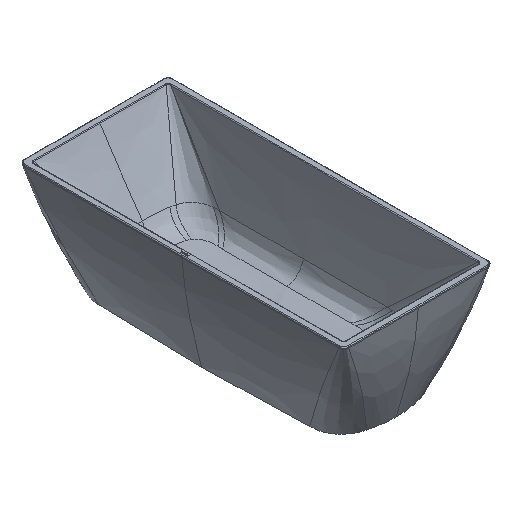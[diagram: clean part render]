
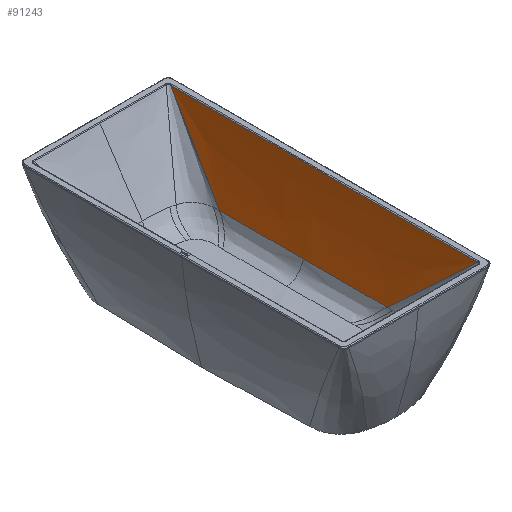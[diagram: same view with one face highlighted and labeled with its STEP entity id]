
A CAD part, isometric view. The second image highlights one B-rep face of the part: STEP entity #91243.
In plain terms, the highlighted free-form (B-spline) face has degree [5, 1] with [21, 2] control points.
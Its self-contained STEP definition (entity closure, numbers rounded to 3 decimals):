
#88258=CARTESIAN_POINT('',(-270.135,477.602,235.0));
#88259=VERTEX_POINT('',#88258);
#88364=CARTESIAN_POINT('',(-270.135,0.,235.0));
#88365=VERTEX_POINT('',#88364);
#88375=CARTESIAN_POINT('',(-270.135,0.,235.0));
#88376=DIRECTION('',(0.0,1.0,0.0));
#88377=VECTOR('',#88376,477.602);
#88378=LINE('',#88375,#88377);
#88379=EDGE_CURVE('',#88259,#88365,#88378,.F.);
#88457=CARTESIAN_POINT('',(-270.135,-477.602,235.));
#88458=VERTEX_POINT('',#88457);
#88468=CARTESIAN_POINT('',(-270.135,-477.602,235.0));
#88469=DIRECTION('',(0.0,1.0,0.0));
#88470=VECTOR('',#88469,477.602);
#88471=LINE('',#88468,#88470);
#88472=EDGE_CURVE('',#88365,#88458,#88471,.F.);
#91075=CARTESIAN_POINT('',(-388.955,874.043,596.393));
#91076=VERTEX_POINT('',#91075);
#91126=CARTESIAN_POINT('',(-388.955,874.043,596.393));
#91127=CARTESIAN_POINT('',(-387.915,870.112,592.809));
#91128=CARTESIAN_POINT('',(-386.874,866.188,589.232));
#91129=CARTESIAN_POINT('',(-385.835,862.282,585.671));
#91130=CARTESIAN_POINT('',(-382.639,850.314,574.762));
#91131=CARTESIAN_POINT('',(-379.412,838.347,563.853));
#91132=CARTESIAN_POINT('',(-377.234,830.325,556.54));
#91133=CARTESIAN_POINT('',(-372.457,812.843,540.603));
#91134=CARTESIAN_POINT('',(-367.613,795.361,524.667));
#91135=CARTESIAN_POINT('',(-364.977,785.919,516.059));
#91136=CARTESIAN_POINT('',(-359.693,767.133,498.935));
#91137=CARTESIAN_POINT('',(-354.331,748.348,481.81));
#91138=CARTESIAN_POINT('',(-351.646,739.007,473.295));
#91139=CARTESIAN_POINT('',(-339.451,696.895,434.906));
#91140=CARTESIAN_POINT('',(-326.86,654.783,396.517));
#91141=CARTESIAN_POINT('',(-316.888,622.238,366.849));
#91142=CARTESIAN_POINT('',(-301.726,573.886,322.771));
#91143=CARTESIAN_POINT('',(-286.036,525.533,278.693));
#91144=CARTESIAN_POINT('',(-280.778,509.508,264.085));
#91145=CARTESIAN_POINT('',(-275.477,493.531,249.52));
#91146=CARTESIAN_POINT('',(-270.135,477.602,235.));
#91147=B_SPLINE_CURVE_WITH_KNOTS('',5,(#91126,#91127,#91128,#91129,#91130,#91131,#91132,#91133,#91134,#91135,#91136,#91137,#91138,#91139,#91140,#91141,#91142,#91143,#91144,#91145,#91146),.UNSPECIFIED.,.F.,.U.,(6,3,3,3,3,3,6),(4.887,29.182,79.439,138.875,197.939,405.733,509.048),.UNSPECIFIED.);
#91148=EDGE_CURVE('',#91076,#88259,#91147,.T.);
#91156=CARTESIAN_POINT('',(-388.955,-874.043,596.393));
#91157=CARTESIAN_POINT('',(-387.915,-870.112,592.809));
#91158=CARTESIAN_POINT('',(-386.874,-866.188,589.232));
#91159=CARTESIAN_POINT('',(-385.835,-862.282,585.671));
#91160=CARTESIAN_POINT('',(-382.639,-850.314,574.762));
#91161=CARTESIAN_POINT('',(-379.412,-838.347,563.853));
#91162=CARTESIAN_POINT('',(-377.234,-830.325,556.54));
#91163=CARTESIAN_POINT('',(-372.457,-812.843,540.603));
#91164=CARTESIAN_POINT('',(-367.613,-795.361,524.667));
#91165=CARTESIAN_POINT('',(-364.977,-785.919,516.059));
#91166=CARTESIAN_POINT('',(-359.693,-767.133,498.935));
#91167=CARTESIAN_POINT('',(-354.331,-748.348,481.81));
#91168=CARTESIAN_POINT('',(-351.646,-739.007,473.295));
#91169=CARTESIAN_POINT('',(-339.451,-696.895,434.906));
#91170=CARTESIAN_POINT('',(-326.86,-654.783,396.517));
#91171=CARTESIAN_POINT('',(-316.888,-622.238,366.849));
#91172=CARTESIAN_POINT('',(-301.726,-573.886,322.771));
#91173=CARTESIAN_POINT('',(-286.036,-525.533,278.693));
#91174=CARTESIAN_POINT('',(-280.778,-509.508,264.085));
#91175=CARTESIAN_POINT('',(-275.477,-493.531,249.52));
#91176=CARTESIAN_POINT('',(-270.135,-477.602,235.));
#91177=CARTESIAN_POINT('',(-388.955,874.043,596.393));
#91178=CARTESIAN_POINT('',(-387.915,870.112,592.809));
#91179=CARTESIAN_POINT('',(-386.874,866.188,589.232));
#91180=CARTESIAN_POINT('',(-385.835,862.282,585.671));
#91181=CARTESIAN_POINT('',(-382.639,850.314,574.762));
#91182=CARTESIAN_POINT('',(-379.412,838.347,563.853));
#91183=CARTESIAN_POINT('',(-377.234,830.325,556.54));
#91184=CARTESIAN_POINT('',(-372.457,812.843,540.603));
#91185=CARTESIAN_POINT('',(-367.613,795.361,524.667));
#91186=CARTESIAN_POINT('',(-364.977,785.919,516.059));
#91187=CARTESIAN_POINT('',(-359.693,767.133,498.935));
#91188=CARTESIAN_POINT('',(-354.331,748.348,481.81));
#91189=CARTESIAN_POINT('',(-351.646,739.007,473.295));
#91190=CARTESIAN_POINT('',(-339.451,696.895,434.906));
#91191=CARTESIAN_POINT('',(-326.86,654.783,396.517));
#91192=CARTESIAN_POINT('',(-316.888,622.238,366.849));
#91193=CARTESIAN_POINT('',(-301.726,573.886,322.771));
#91194=CARTESIAN_POINT('',(-286.036,525.533,278.693));
#91195=CARTESIAN_POINT('',(-280.778,509.508,264.085));
#91196=CARTESIAN_POINT('',(-275.477,493.531,249.52));
#91197=CARTESIAN_POINT('',(-270.135,477.602,235.));
#91198=B_SPLINE_SURFACE_WITH_KNOTS('',5,1,((#91156,#91177),(#91157,#91178),(#91158,#91179),(#91159,#91180),(#91160,#91181),(#91161,#91182),(#91162,#91183),(#91163,#91184),(#91164,#91185),(#91165,#91186),(#91166,#91187),(#91167,#91188),(#91168,#91189),(#91169,#91190),(#91170,#91191),(#91171,#91192),(#91172,#91193),(#91173,#91194),(#91174,#91195),(#91175,#91196),(#91176,#91197)),.UNSPECIFIED.,.F.,.F.,.U.,(6,3,3,3,3,3,6),(2,2),(5.31,31.706,86.31,150.886,215.058,440.823,553.074),(-878.0,544.986),.UNSPECIFIED.);
#91199=CARTESIAN_POINT('',(-388.955,-874.043,596.393));
#91200=VERTEX_POINT('',#91199);
#91201=CARTESIAN_POINT('',(-388.955,-874.043,596.393));
#91202=DIRECTION('',(0.0,1.0,0.0));
#91203=VECTOR('',#91202,1748.086);
#91204=LINE('',#91201,#91203);
#91205=EDGE_CURVE('',#91200,#91076,#91204,.T.);
#91206=ORIENTED_EDGE('',*,*,#91205,.F.);
#91207=CARTESIAN_POINT('',(-388.955,-874.043,596.393));
#91208=CARTESIAN_POINT('',(-387.222,-867.49,590.42));
#91209=CARTESIAN_POINT('',(-385.49,-860.982,584.486));
#91210=CARTESIAN_POINT('',(-383.748,-854.482,578.561));
#91211=CARTESIAN_POINT('',(-380.509,-842.388,567.537));
#91212=CARTESIAN_POINT('',(-377.242,-830.341,556.554));
#91213=CARTESIAN_POINT('',(-373.949,-818.332,545.607));
#91214=CARTESIAN_POINT('',(-373.581,-816.99,544.384));
#91215=CARTESIAN_POINT('',(-373.212,-815.648,543.16));
#91216=CARTESIAN_POINT('',(-372.843,-814.306,541.937));
#91217=CARTESIAN_POINT('',(-368.803,-799.613,528.543));
#91218=CARTESIAN_POINT('',(-364.715,-784.957,515.183));
#91219=CARTESIAN_POINT('',(-360.582,-770.342,501.86));
#91220=CARTESIAN_POINT('',(-360.274,-769.253,500.867));
#91221=CARTESIAN_POINT('',(-359.966,-768.163,499.874));
#91222=CARTESIAN_POINT('',(-359.657,-767.074,498.881));
#91223=CARTESIAN_POINT('',(-355.235,-751.469,484.655));
#91224=CARTESIAN_POINT('',(-350.759,-735.901,470.463));
#91225=CARTESIAN_POINT('',(-346.228,-720.366,456.302));
#91226=CARTESIAN_POINT('',(-337.865,-691.694,430.164));
#91227=CARTESIAN_POINT('',(-329.291,-663.052,404.055));
#91228=CARTESIAN_POINT('',(-320.56,-634.611,378.129));
#91229=CARTESIAN_POINT('',(-312.648,-608.842,354.638));
#91230=CARTESIAN_POINT('',(-304.609,-583.234,331.293));
#91231=CARTESIAN_POINT('',(-296.399,-557.647,307.969));
#91232=CARTESIAN_POINT('',(-287.812,-530.885,283.573));
#91233=CARTESIAN_POINT('',(-279.038,-504.149,259.2));
#91234=CARTESIAN_POINT('',(-270.135,-477.602,235.));
#91235=B_SPLINE_CURVE_WITH_KNOTS('',3,(#91207,#91208,#91209,#91210,#91211,#91212,#91213,#91214,#91215,#91216,#91217,#91218,#91219,#91220,#91221,#91222,#91223,#91224,#91225,#91226,#91227,#91228,#91229,#91230,#91231,#91232,#91233,#91234),.UNSPECIFIED.,.F.,.U.,(4,3,3,3,3,3,3,3,3,4),(5.31,31.706,80.82,86.31,146.407,150.886,215.058,333.503,440.823,553.074),.UNSPECIFIED.);
#91236=EDGE_CURVE('',#91200,#88458,#91235,.T.);
#91237=ORIENTED_EDGE('',*,*,#91236,.T.);
#91238=ORIENTED_EDGE('',*,*,#88472,.F.);
#91239=ORIENTED_EDGE('',*,*,#88379,.F.);
#91240=ORIENTED_EDGE('',*,*,#91148,.F.);
#91241=EDGE_LOOP('',(#91206,#91237,#91238,#91239,#91240));
#91242=FACE_OUTER_BOUND('',#91241,.T.);
#91243=ADVANCED_FACE('',(#91242),#91198,.T.);
